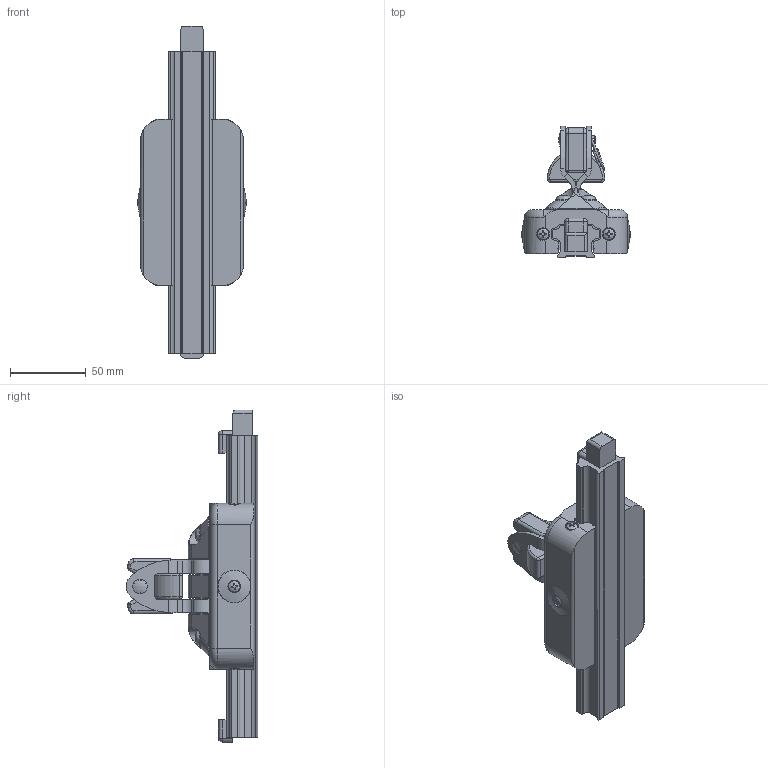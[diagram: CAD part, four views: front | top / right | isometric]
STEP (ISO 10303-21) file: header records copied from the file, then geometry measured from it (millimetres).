
FILE_DESCRIPTION(/* description */ (''),/* implementation_level */ '2;1');
FILE_NAME(/* name */ '4110.stp',/* time_stamp */ '2020-08-06T14:42:35+02:00',/* author */ ('lucade'),/* organization */ (''),/* preprocessor_version */ 'ST-DEVELOPER v18.1',/* originating_system */ 'Autodesk Inventor 2021',/* authorisation */ '');
FILE_SCHEMA (('AUTOMOTIVE_DESIGN { 1 0 10303 214 3 1 1 }'));
Length unit declared in the file: millimetre
Products named in the file (1): 20070616
Bounding box: 71.95 x 87.05 x 219.8 mm (x, y, z)
Volume: 313698.8 mm3; surface area: 56923.2 mm2
Topology: 2 solids, 12 shells, 804 faces, 2141 edges, 1345 vertices
Faces by surface type: plane 333, cylinder 265, bspline 79, torus 70, cone 42, sphere 15
Full cylindrical faces by diameter (mm): 2.5 x1, 3.5 x2, 3.6 x2, 5 x4, 5.1 x2, 6 x1, 6.2 x2, 6.8 x2, 8 x1, 8.2 x3, 8.4 x4, 8.5 x6, 17 x4
Entity records: 29543 total; most frequent: CARTESIAN_POINT 9856, ORIENTED_EDGE 4228, DIRECTION 4133, EDGE_CURVE 2114, AXIS2_PLACEMENT_3D 1628, VERTEX_POINT 1345, LINE 877, VECTOR 877
